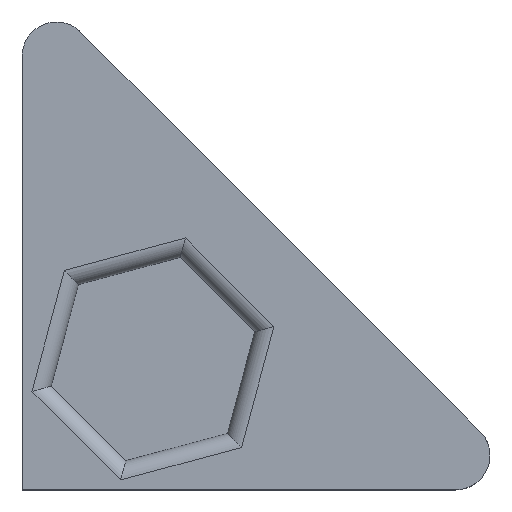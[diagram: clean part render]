
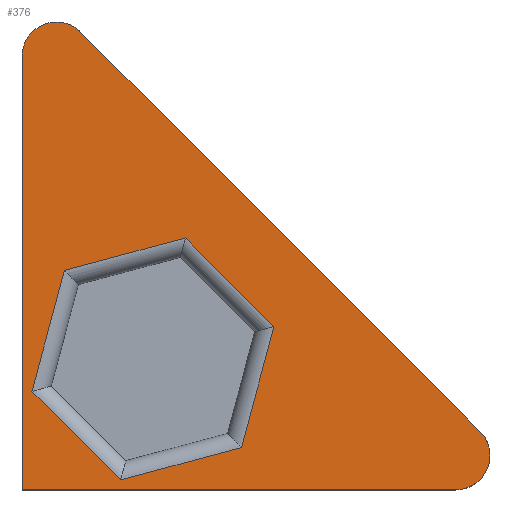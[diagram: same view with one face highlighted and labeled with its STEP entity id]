
A CAD part, top view. The second image highlights one B-rep face of the part: STEP entity #376.
In plain terms, the highlighted planar face has unit normal (0, 0, 1).
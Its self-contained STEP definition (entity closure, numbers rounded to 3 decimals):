
#17=FACE_BOUND('',#67,.T.);
#18=CIRCLE('',#420,1.);
#19=CIRCLE('',#421,1.);
#26=PLANE('',#419);
#41=FACE_OUTER_BOUND('',#66,.T.);
#66=EDGE_LOOP('',(#268,#269,#270,#271,#272));
#67=EDGE_LOOP('',(#273,#274,#275,#276,#277,#278));
#96=LINE('',#576,#134);
#98=LINE('',#584,#136);
#101=LINE('',#593,#139);
#102=LINE('',#597,#140);
#103=LINE('',#601,#141);
#104=LINE('',#603,#142);
#105=LINE('',#606,#143);
#106=LINE('',#608,#144);
#107=LINE('',#609,#145);
#134=VECTOR('',#456,10.);
#136=VECTOR('',#464,10.);
#139=VECTOR('',#473,10.);
#140=VECTOR('',#476,10.);
#141=VECTOR('',#479,10.);
#142=VECTOR('',#480,10.);
#143=VECTOR('',#483,10.);
#144=VECTOR('',#484,10.);
#145=VECTOR('',#485,10.);
#172=VERTEX_POINT('',#574);
#173=VERTEX_POINT('',#575);
#176=VERTEX_POINT('',#583);
#179=VERTEX_POINT('',#591);
#180=VERTEX_POINT('',#595);
#181=VERTEX_POINT('',#596);
#182=VERTEX_POINT('',#598);
#183=VERTEX_POINT('',#600);
#184=VERTEX_POINT('',#602);
#185=VERTEX_POINT('',#605);
#186=VERTEX_POINT('',#607);
#203=EDGE_CURVE('',#172,#173,#96,.T.);
#207=EDGE_CURVE('',#173,#176,#98,.T.);
#212=EDGE_CURVE('',#179,#172,#101,.T.);
#213=EDGE_CURVE('',#180,#181,#102,.T.);
#214=EDGE_CURVE('',#182,#181,#18,.T.);
#215=EDGE_CURVE('',#182,#183,#103,.T.);
#216=EDGE_CURVE('',#183,#184,#104,.T.);
#217=EDGE_CURVE('',#180,#184,#19,.T.);
#218=EDGE_CURVE('',#176,#185,#105,.T.);
#219=EDGE_CURVE('',#186,#179,#106,.T.);
#220=EDGE_CURVE('',#185,#186,#107,.T.);
#268=ORIENTED_EDGE('',*,*,#213,.T.);
#269=ORIENTED_EDGE('',*,*,#214,.F.);
#270=ORIENTED_EDGE('',*,*,#215,.T.);
#271=ORIENTED_EDGE('',*,*,#216,.T.);
#272=ORIENTED_EDGE('',*,*,#217,.F.);
#273=ORIENTED_EDGE('',*,*,#218,.F.);
#274=ORIENTED_EDGE('',*,*,#207,.F.);
#275=ORIENTED_EDGE('',*,*,#203,.F.);
#276=ORIENTED_EDGE('',*,*,#212,.F.);
#277=ORIENTED_EDGE('',*,*,#219,.F.);
#278=ORIENTED_EDGE('',*,*,#220,.F.);
#376=ADVANCED_FACE('',(#41,#17),#26,.T.);
#419=AXIS2_PLACEMENT_3D('',#594,#474,#475);
#420=AXIS2_PLACEMENT_3D('',#599,#477,#478);
#421=AXIS2_PLACEMENT_3D('',#604,#481,#482);
#456=DIRECTION('',(0.707,-0.707,0.));
#464=DIRECTION('',(0.966,0.259,0.));
#473=DIRECTION('',(-0.259,-0.966,0.));
#474=DIRECTION('center_axis',(0.,0.,1.));
#475=DIRECTION('ref_axis',(1.,0.,0.));
#476=DIRECTION('',(-0.707,0.707,0.));
#477=DIRECTION('center_axis',(0.,0.,-1.));
#478=DIRECTION('ref_axis',(-0.383,0.924,0.));
#479=DIRECTION('',(0.,-1.,0.));
#480=DIRECTION('',(1.,0.,0.));
#481=DIRECTION('center_axis',(0.,0.,-1.));
#482=DIRECTION('ref_axis',(0.924,-0.383,0.));
#483=DIRECTION('',(0.259,0.966,0.));
#484=DIRECTION('',(-0.966,-0.259,0.));
#485=DIRECTION('',(-0.707,0.707,0.));
#574=CARTESIAN_POINT('',(-3.513,-0.941,3.));
#575=CARTESIAN_POINT('',(-0.941,-3.513,3.));
#576=CARTESIAN_POINT('',(-1.666,-2.789,3.));
#583=CARTESIAN_POINT('',(2.572,-2.572,3.));
#584=CARTESIAN_POINT('',(3.771,-2.251,3.));
#591=CARTESIAN_POINT('',(-2.572,2.572,3.));
#593=CARTESIAN_POINT('',(-2.662,2.237,3.));
#594=CARTESIAN_POINT('Origin',(3.7,3.7,3.));
#595=CARTESIAN_POINT('',(9.493,-2.093,3.));
#596=CARTESIAN_POINT('',(-2.093,9.493,3.));
#597=CARTESIAN_POINT('',(4.925,2.475,3.));
#598=CARTESIAN_POINT('',(-3.8,8.786,3.));
#599=CARTESIAN_POINT('Origin',(-2.8,8.786,3.));
#600=CARTESIAN_POINT('',(-3.8,-3.8,3.));
#601=CARTESIAN_POINT('',(-3.8,11.2,3.));
#602=CARTESIAN_POINT('',(8.786,-3.8,3.));
#603=CARTESIAN_POINT('',(0.,-3.8,3.));
#604=CARTESIAN_POINT('Origin',(8.786,-2.8,3.));
#605=CARTESIAN_POINT('',(3.513,0.941,3.));
#606=CARTESIAN_POINT('',(3.835,2.14,3.));
#607=CARTESIAN_POINT('',(0.941,3.513,3.));
#608=CARTESIAN_POINT('',(0.606,3.424,3.));
#609=CARTESIAN_POINT('',(1.666,2.789,3.));
